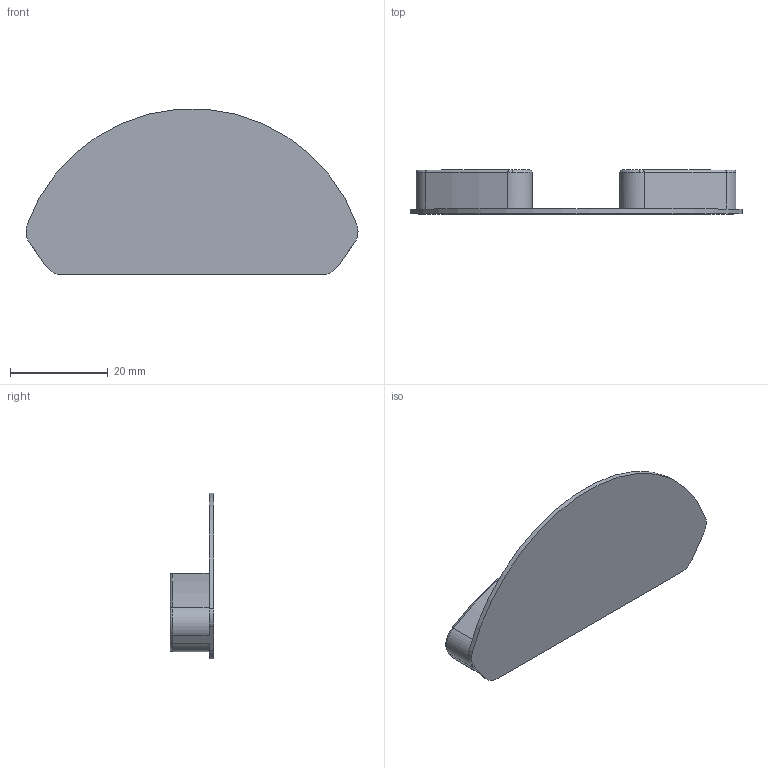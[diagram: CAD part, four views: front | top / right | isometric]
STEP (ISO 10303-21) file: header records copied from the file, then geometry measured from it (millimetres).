
FILE_DESCRIPTION (( 'STEP AP214' ), '1' );
FILE_NAME ('捚親薯盓殤3mmMag.STEP', '2025-08-06T16:45:09', ( '' ), ( '' ), 'SwSTEP 2.0', 'SolidWorks 2023', '' );
FILE_SCHEMA (( 'AUTOMOTIVE_DESIGN' ));
Length unit declared in the file: millimetre
Products named in the file (1): 亚克力支架3mmMag
Bounding box: 67.99 x 9 x 33.91 mm (x, y, z)
Volume: 5203.5 mm3; surface area: 5247.4 mm2
Topology: 1 solids, 3 shells, 84 faces, 200 edges, 128 vertices
Faces by surface type: plane 39, cylinder 31, torus 14
Entity records: 2463 total; most frequent: DIRECTION 458, CARTESIAN_POINT 413, ORIENTED_EDGE 400, EDGE_CURVE 200, AXIS2_PLACEMENT_3D 173, VERTEX_POINT 128, LINE 112, VECTOR 112
